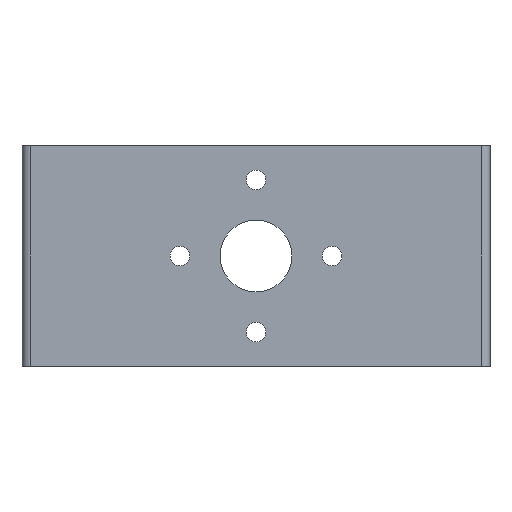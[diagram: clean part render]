
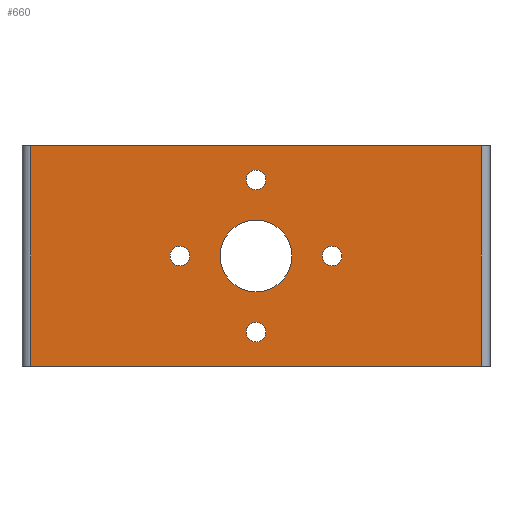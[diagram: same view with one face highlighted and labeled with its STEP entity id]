
A CAD part, front view. The second image highlights one B-rep face of the part: STEP entity #660.
In plain terms, the highlighted planar face has unit normal (0, -1, 0).
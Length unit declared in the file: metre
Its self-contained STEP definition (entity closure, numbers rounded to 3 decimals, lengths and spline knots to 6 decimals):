
#48=FACE_BOUND('',#163,.T.);
#49=FACE_BOUND('',#164,.T.);
#50=FACE_BOUND('',#165,.T.);
#51=FACE_BOUND('',#166,.T.);
#52=FACE_BOUND('',#167,.T.);
#90=CIRCLE('',#730,0.00109);
#91=CIRCLE('',#731,0.00109);
#92=CIRCLE('',#732,0.00109);
#93=CIRCLE('',#733,0.00109);
#94=CIRCLE('',#734,0.004);
#119=FACE_OUTER_BOUND('',#162,.T.);
#162=EDGE_LOOP('',(#509,#510,#511,#512));
#163=EDGE_LOOP('',(#513));
#164=EDGE_LOOP('',(#514));
#165=EDGE_LOOP('',(#515));
#166=EDGE_LOOP('',(#516));
#167=EDGE_LOOP('',(#517));
#220=LINE('',#1041,#267);
#227=LINE('',#1064,#274);
#232=LINE('',#1077,#279);
#233=LINE('',#1078,#280);
#267=VECTOR('',#829,1.);
#274=VECTOR('',#848,1.);
#279=VECTOR('',#861,1.);
#280=VECTOR('',#862,1.);
#326=VERTEX_POINT('',#1039);
#327=VERTEX_POINT('',#1040);
#336=VERTEX_POINT('',#1061);
#337=VERTEX_POINT('',#1063);
#342=VERTEX_POINT('',#1079);
#343=VERTEX_POINT('',#1081);
#344=VERTEX_POINT('',#1083);
#345=VERTEX_POINT('',#1085);
#346=VERTEX_POINT('',#1087);
#390=EDGE_CURVE('',#326,#327,#220,.T.);
#402=EDGE_CURVE('',#337,#336,#227,.T.);
#410=EDGE_CURVE('',#336,#327,#232,.F.);
#411=EDGE_CURVE('',#326,#337,#233,.T.);
#412=EDGE_CURVE('',#342,#342,#90,.T.);
#413=EDGE_CURVE('',#343,#343,#91,.T.);
#414=EDGE_CURVE('',#344,#344,#92,.T.);
#415=EDGE_CURVE('',#345,#345,#93,.T.);
#416=EDGE_CURVE('',#346,#346,#94,.T.);
#509=ORIENTED_EDGE('',*,*,#402,.T.);
#510=ORIENTED_EDGE('',*,*,#410,.T.);
#511=ORIENTED_EDGE('',*,*,#390,.F.);
#512=ORIENTED_EDGE('',*,*,#411,.T.);
#513=ORIENTED_EDGE('',*,*,#412,.T.);
#514=ORIENTED_EDGE('',*,*,#413,.T.);
#515=ORIENTED_EDGE('',*,*,#414,.T.);
#516=ORIENTED_EDGE('',*,*,#415,.T.);
#517=ORIENTED_EDGE('',*,*,#416,.T.);
#650=PLANE('',#729);
#660=ADVANCED_FACE('',(#119,#48,#49,#50,#51,#52),#650,.F.);
#729=AXIS2_PLACEMENT_3D('',#1076,#859,#860);
#730=AXIS2_PLACEMENT_3D('',#1080,#863,#864);
#731=AXIS2_PLACEMENT_3D('',#1082,#865,#866);
#732=AXIS2_PLACEMENT_3D('',#1084,#867,#868);
#733=AXIS2_PLACEMENT_3D('',#1086,#869,#870);
#734=AXIS2_PLACEMENT_3D('',#1088,#871,#872);
#829=DIRECTION('',(1.,0.,0.));
#848=DIRECTION('',(1.,0.,0.));
#859=DIRECTION('center_axis',(0.,1.,0.));
#860=DIRECTION('ref_axis',(0.,0.,1.));
#861=DIRECTION('',(0.,0.,-1.));
#862=DIRECTION('',(0.,0.,-1.));
#863=DIRECTION('center_axis',(0.,1.,0.));
#864=DIRECTION('ref_axis',(1.,0.,0.));
#865=DIRECTION('center_axis',(0.,1.,0.));
#866=DIRECTION('ref_axis',(0.,0.,-1.));
#867=DIRECTION('center_axis',(0.,1.,0.));
#868=DIRECTION('ref_axis',(-1.,0.,0.));
#869=DIRECTION('center_axis',(0.,1.,0.));
#870=DIRECTION('ref_axis',(0.,0.,1.));
#871=DIRECTION('center_axis',(0.,1.,0.));
#872=DIRECTION('ref_axis',(0.,0.,1.));
#1039=CARTESIAN_POINT('',(-0.025125,0.,0.02461));
#1040=CARTESIAN_POINT('',(0.025125,0.,0.02461));
#1041=CARTESIAN_POINT('',(-0.026125,0.,0.02461));
#1061=CARTESIAN_POINT('',(0.025125,0.,0.));
#1063=CARTESIAN_POINT('',(-0.025125,0.,0.));
#1064=CARTESIAN_POINT('',(-0.026125,0.,0.));
#1076=CARTESIAN_POINT('Origin',(-0.026125,0.,0.02461));
#1077=CARTESIAN_POINT('',(0.025125,0.,0.02461));
#1078=CARTESIAN_POINT('',(-0.025125,0.,0.02461));
#1079=CARTESIAN_POINT('',(-0.0085,0.,0.011215));
#1080=CARTESIAN_POINT('Origin',(-0.0085,0.,0.012305));
#1081=CARTESIAN_POINT('',(-0.00109,0.,0.020805));
#1082=CARTESIAN_POINT('Origin',(0.,0.,
0.020805));
#1083=CARTESIAN_POINT('',(0.0085,0.,0.013395));
#1084=CARTESIAN_POINT('Origin',(0.0085,0.,0.012305));
#1085=CARTESIAN_POINT('',(0.00109,0.,0.003805));
#1086=CARTESIAN_POINT('Origin',(0.,0.,0.003805));
#1087=CARTESIAN_POINT('',(0.004,0.,0.012305));
#1088=CARTESIAN_POINT('Origin',(0.,0.,0.012305));
